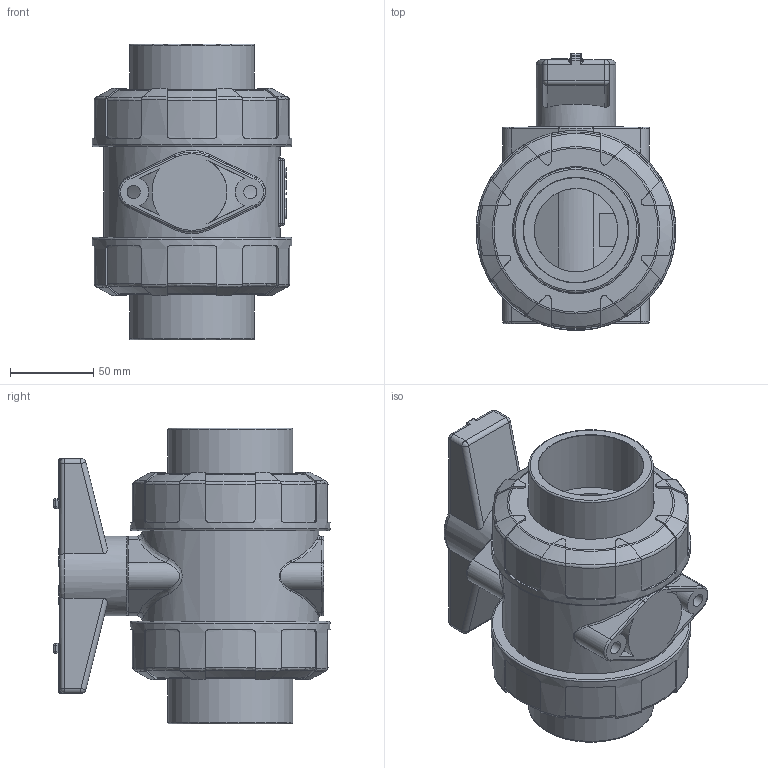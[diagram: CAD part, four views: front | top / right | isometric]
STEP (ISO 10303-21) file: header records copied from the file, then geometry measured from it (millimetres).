
FILE_DESCRIPTION(/* description */ (''),/* implementation_level */ '2;1');
FILE_NAME(/* name */ 'DN50_3D_STEP.stp',/* time_stamp */ '2025-07-03T16:43:01+03:00',/* author */ ('igorr'),/* organization */ (''),/* preprocessor_version */ 'ST-DEVELOPER v20',/* originating_system */ 'Autodesk Inventor 2025',/* authorisation */ '');
FILE_SCHEMA (('AUTOMOTIVE_DESIGN { 1 0 10303 214 3 1 1 }'));
Length unit declared in the file: millimetre
Products named in the file (1): Деталь1
Bounding box: 120 x 166 x 177.5 mm (x, y, z)
Volume: 1310536 mm3; surface area: 148220.8 mm2
Topology: 1 solids, 4 shells, 624 faces, 1598 edges, 1013 vertices
Faces by surface type: plane 201, cylinder 190, torus 88, bspline 87, cone 34, sphere 24
Full cylindrical faces by diameter (mm): 8 x4, 15 x1, 42 x1, 48 x1, 50 x2, 63 x2, 75 x2, 76.2 x2, 106 x1, 120 x2
Entity records: 22246 total; most frequent: CARTESIAN_POINT 7272, ORIENTED_EDGE 3188, DIRECTION 2699, EDGE_CURVE 1594, AXIS2_PLACEMENT_3D 1016, VERTEX_POINT 1013, LINE 667, VECTOR 667
